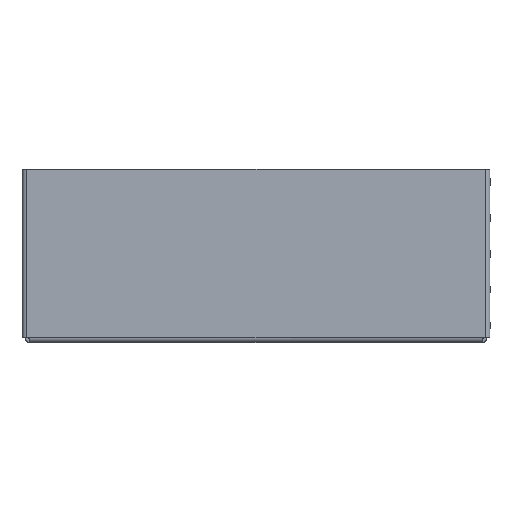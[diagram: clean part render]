
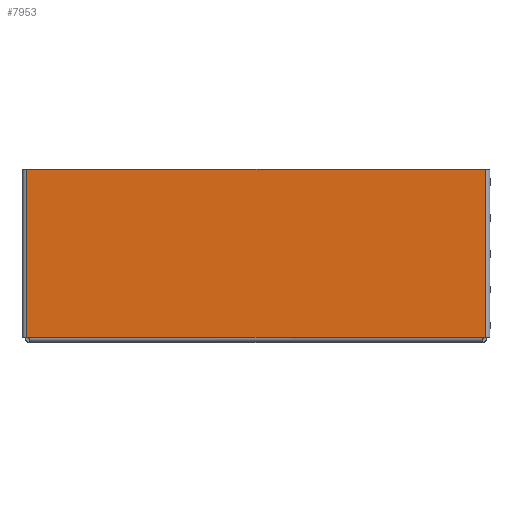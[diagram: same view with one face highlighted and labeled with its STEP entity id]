
A CAD part, top view. The second image highlights one B-rep face of the part: STEP entity #7953.
In plain terms, the highlighted planar face has unit normal (0, 0, 1).
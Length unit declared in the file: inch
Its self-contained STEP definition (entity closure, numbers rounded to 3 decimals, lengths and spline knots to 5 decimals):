
#13 = LINE ( 'NONE', #8542, #6003 ) ;
#152 = LINE ( 'NONE', #3062, #5267 ) ;
#238 = ORIENTED_EDGE ( 'NONE', *, *, #6604, .T. ) ;
#1694 = CARTESIAN_POINT ( 'NONE',  ( -2.91552, 0.095, 1.89848 ) ) ;
#1716 = EDGE_CURVE ( 'NONE', #2654, #3363, #3147, .T. ) ;
#2172 = DIRECTION ( 'NONE',  ( 0., 1., 0. ) ) ;
#2255 = CARTESIAN_POINT ( 'NONE',  ( -2.76984, 0.095, 1.89848 ) ) ;
#2474 = VERTEX_POINT ( 'NONE', #4320 ) ;
#2654 = VERTEX_POINT ( 'NONE', #5523 ) ;
#2733 = PLANE ( 'NONE',  #7223 ) ;
#2798 = EDGE_CURVE ( 'NONE', #6342, #3363, #5830, .T. ) ;
#3013 = CARTESIAN_POINT ( 'NONE',  ( 0., 3.53347, 1.89848 ) ) ;
#3062 = CARTESIAN_POINT ( 'NONE',  ( 6.45595, 0.095, 1.89848 ) ) ;
#3147 = LINE ( 'NONE', #2255, #5876 ) ;
#3151 = ORIENTED_EDGE ( 'NONE', *, *, #7786, .T. ) ;
#3363 = VERTEX_POINT ( 'NONE', #9015 ) ;
#3583 = ORIENTED_EDGE ( 'NONE', *, *, #2798, .T. ) ;
#3624 = CARTESIAN_POINT ( 'NONE',  ( 6.45595, 3.53347, 1.89848 ) ) ;
#3864 = CARTESIAN_POINT ( 'NONE',  ( -2.91552, 3.53347, 1.89848 ) ) ;
#4023 = VERTEX_POINT ( 'NONE', #6372 ) ;
#4033 = DIRECTION ( 'NONE',  ( 0., -1., 0. ) ) ;
#4278 = DIRECTION ( 'NONE',  ( -1., 0., 0. ) ) ;
#4320 = CARTESIAN_POINT ( 'NONE',  ( -2.91552, 3.53347, 1.89848 ) ) ;
#4699 = VECTOR ( 'NONE', #6595, 39.37008 ) ;
#4824 = EDGE_LOOP ( 'NONE', ( #5427, #8477, #5623, #238, #3151, #3583 ) ) ;
#4880 = DIRECTION ( 'NONE',  ( 0., 0., -1. ) ) ;
#5267 = VECTOR ( 'NONE', #5899, 39.37008 ) ;
#5281 = DIRECTION ( 'NONE',  ( -1., 0., 0. ) ) ;
#5353 = LINE ( 'NONE', #3864, #8882 ) ;
#5427 = ORIENTED_EDGE ( 'NONE', *, *, #1716, .F. ) ;
#5523 = CARTESIAN_POINT ( 'NONE',  ( 6.39318, 0.095, 1.89848 ) ) ;
#5623 = ORIENTED_EDGE ( 'NONE', *, *, #9078, .T. ) ;
#5830 = LINE ( 'NONE', #1694, #6798 ) ;
#5834 = EDGE_CURVE ( 'NONE', #4023, #2654, #152, .T. ) ;
#5876 = VECTOR ( 'NONE', #5281, 39.37008 ) ;
#5899 = DIRECTION ( 'NONE',  ( -1., 0., 0. ) ) ;
#6003 = VECTOR ( 'NONE', #2172, 39.37008 ) ;
#6342 = VERTEX_POINT ( 'NONE', #6396 ) ;
#6372 = CARTESIAN_POINT ( 'NONE',  ( 6.45595, 0.095, 1.89848 ) ) ;
#6396 = CARTESIAN_POINT ( 'NONE',  ( -2.91552, 0.095, 1.89848 ) ) ;
#6595 = DIRECTION ( 'NONE',  ( -1., 0., 0. ) ) ;
#6604 = EDGE_CURVE ( 'NONE', #7680, #2474, #7971, .T. ) ;
#6798 = VECTOR ( 'NONE', #7306, 39.37008 ) ;
#7223 = AXIS2_PLACEMENT_3D ( 'NONE', #7793, #4880, #4278 ) ;
#7306 = DIRECTION ( 'NONE',  ( 1., 0., 0. ) ) ;
#7680 = VERTEX_POINT ( 'NONE', #3624 ) ;
#7786 = EDGE_CURVE ( 'NONE', #2474, #6342, #5353, .T. ) ;
#7793 = CARTESIAN_POINT ( 'NONE',  ( 0., 0., 1.89848 ) ) ;
#7953 = ADVANCED_FACE ( 'NONE', ( #9159 ), #2733, .F. ) ;
#7971 = LINE ( 'NONE', #3013, #4699 ) ;
#8477 = ORIENTED_EDGE ( 'NONE', *, *, #5834, .F. ) ;
#8542 = CARTESIAN_POINT ( 'NONE',  ( 6.45595, 0.095, 1.89848 ) ) ;
#8882 = VECTOR ( 'NONE', #4033, 39.37008 ) ;
#9015 = CARTESIAN_POINT ( 'NONE',  ( -2.85274, 0.095, 1.89848 ) ) ;
#9078 = EDGE_CURVE ( 'NONE', #4023, #7680, #13, .T. ) ;
#9159 = FACE_OUTER_BOUND ( 'NONE', #4824, .T. ) ;
